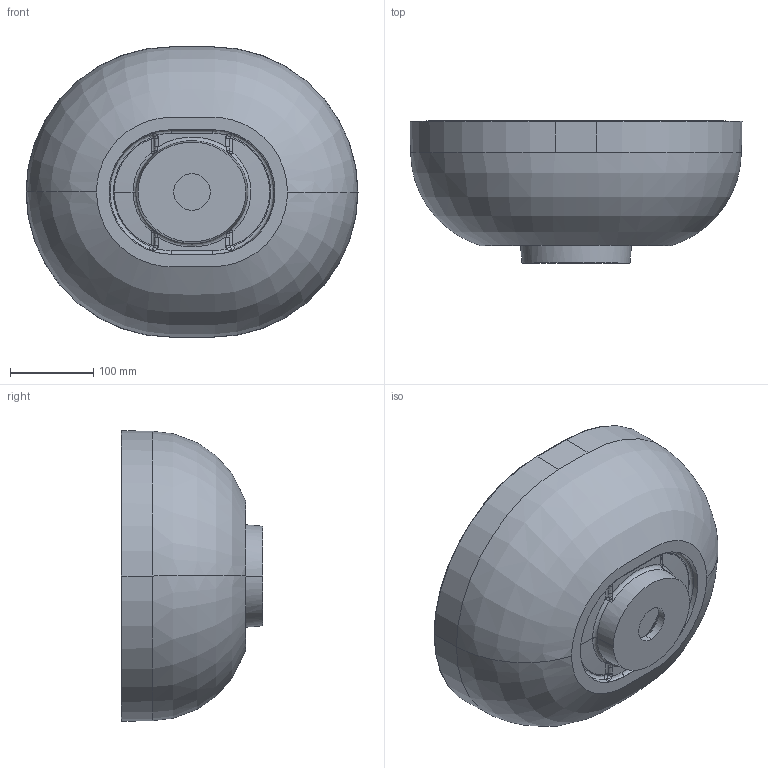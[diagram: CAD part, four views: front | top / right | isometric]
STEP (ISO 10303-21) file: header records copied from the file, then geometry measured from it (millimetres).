
FILE_DESCRIPTION (( 'STEP AP203' ), '1' );
FILE_NAME ('MARMY LEO C 400C.STEP', '2021-04-26T16:41:57', ( '' ), ( '' ), 'SwSTEP 2.0', 'SolidWorks 2019', '' );
FILE_SCHEMA (( 'CONFIG_CONTROL_DESIGN' ));
Length unit declared in the file: millimetre
Products named in the file (1): MARMY LEO C 400C
Bounding box: 399.96 x 171 x 349.96 mm (x, y, z)
Volume: 3945701.4 mm3; surface area: 465184 mm2
Topology: 2 solids, 2 shells, 151 faces, 352 edges, 201 vertices
Faces by surface type: bspline 77, cone 23, torus 18, cylinder 16, plane 16, sphere 1
Entity records: 12675 total; most frequent: CARTESIAN_POINT 9752, ORIENTED_EDGE 682, DIRECTION 465, EDGE_CURVE 341, AXIS2_PLACEMENT_3D 205, VERTEX_POINT 199, EDGE_LOOP 158, B_SPLINE_CURVE_WITH_KNOTS 156
